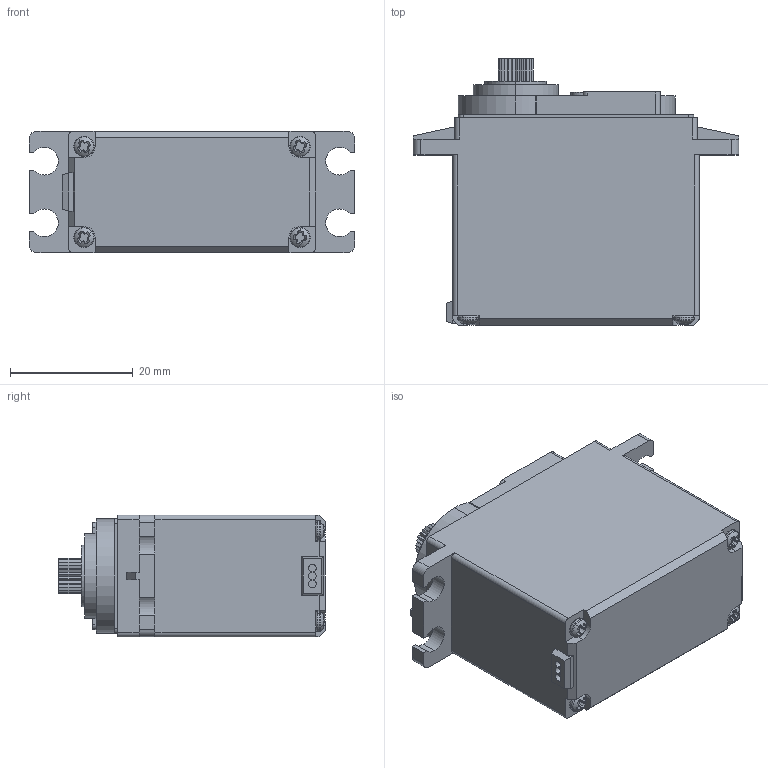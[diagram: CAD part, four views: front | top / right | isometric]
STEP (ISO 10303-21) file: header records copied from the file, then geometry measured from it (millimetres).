
FILE_DESCRIPTION (( 'STEP AP203' ), '1' );
FILE_NAME ('HS-5485HB.STEP', '2016-10-20T15:03:27', ( '' ), ( '' ), 'SwSTEP 2.0', 'SolidWorks 2014', '' );
FILE_SCHEMA (( 'CONFIG_CONTROL_DESIGN' ));
Length unit declared in the file: inch
Products named in the file (1): HS-5485HB
Bounding box: 53.04 x 43.41 x 19.84 mm (x, y, z)
Volume: 29877.4 mm3; surface area: 6837.3 mm2
Topology: 1 solids, 1 shells, 357 faces, 1015 edges, 671 vertices
Faces by surface type: plane 203, cylinder 110, cone 20, torus 16, sphere 8
Entity records: 11881 total; most frequent: CARTESIAN_POINT 2524, ORIENTED_EDGE 2030, DIRECTION 1896, EDGE_CURVE 1015, VERTEX_POINT 671, AXIS2_PLACEMENT_3D 651, LINE 594, VECTOR 594
